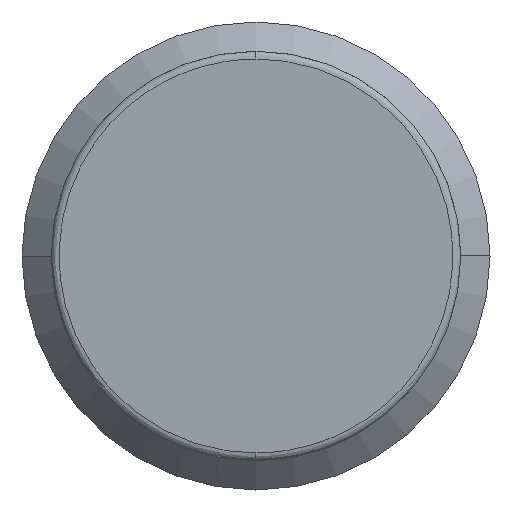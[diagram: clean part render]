
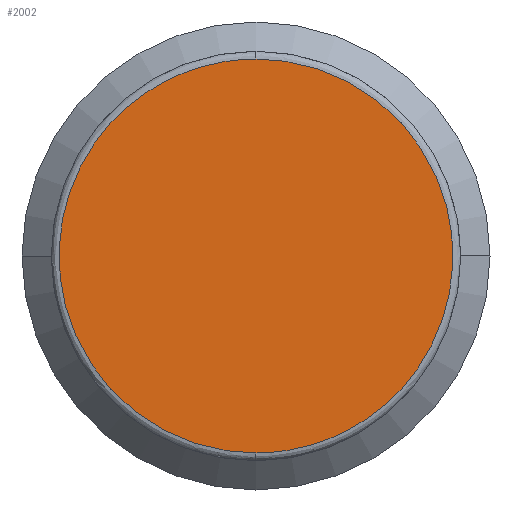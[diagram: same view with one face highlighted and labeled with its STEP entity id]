
A CAD part, left-side view. The second image highlights one B-rep face of the part: STEP entity #2002.
In plain terms, the highlighted planar face has unit normal (-1, 0, 0).
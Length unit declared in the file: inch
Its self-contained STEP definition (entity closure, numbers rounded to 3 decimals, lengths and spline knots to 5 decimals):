
#231 = CARTESIAN_POINT ( 'NONE',  ( -0.01969, 0.39764, 0.19882 ) ) ;
#286 =( BOUNDED_CURVE ( )  B_SPLINE_CURVE ( 3, ( #704, #1036, #1372, #383 ),
 .UNSPECIFIED., .F., .F. ) 
 B_SPLINE_CURVE_WITH_KNOTS ( ( 4, 4 ),
 ( 0.5, 1. ),
 .UNSPECIFIED. ) 
 CURVE ( )  GEOMETRIC_REPRESENTATION_ITEM ( )  RATIONAL_B_SPLINE_CURVE ( ( 1., 0.333, 0.333, 1. ) ) 
 REPRESENTATION_ITEM ( '' )  );
#310 =( BOUNDED_CURVE ( )  B_SPLINE_CURVE ( 3, ( #1204, #1863, #231, #1212 ),
 .UNSPECIFIED., .F., .F. ) 
 B_SPLINE_CURVE_WITH_KNOTS ( ( 4, 4 ),
 ( 0., 0.5 ),
 .UNSPECIFIED. ) 
 CURVE ( )  GEOMETRIC_REPRESENTATION_ITEM ( )  RATIONAL_B_SPLINE_CURVE ( ( 1., 0.333, 0.333, 1. ) ) 
 REPRESENTATION_ITEM ( '' )  );
#383 = CARTESIAN_POINT ( 'NONE',  ( -0.01969, 0., -0.19882 ) ) ;
#406 = EDGE_LOOP ( 'NONE', ( #1226, #951 ) ) ;
#642 = FACE_OUTER_BOUND ( 'NONE', #406, .T. ) ;
#704 = CARTESIAN_POINT ( 'NONE',  ( -0.01969, 0., 0.19882 ) ) ;
#902 = CARTESIAN_POINT ( 'NONE',  ( -0.01969, 0., 0. ) ) ;
#951 = ORIENTED_EDGE ( 'NONE', *, *, #1254, .F. ) ;
#1036 = CARTESIAN_POINT ( 'NONE',  ( -0.01969, -0.39764, 0.19882 ) ) ;
#1091 = VERTEX_POINT ( 'NONE', #1480 ) ;
#1204 = CARTESIAN_POINT ( 'NONE',  ( -0.01969, 0., -0.19882 ) ) ;
#1212 = CARTESIAN_POINT ( 'NONE',  ( -0.01969, 0., 0.19882 ) ) ;
#1226 = ORIENTED_EDGE ( 'NONE', *, *, #1731, .F. ) ;
#1241 = DIRECTION ( 'NONE',  ( 0., 0., -1. ) ) ;
#1254 = EDGE_CURVE ( 'NONE', #1407, #1091, #286, .T. ) ;
#1372 = CARTESIAN_POINT ( 'NONE',  ( -0.01969, -0.39764, -0.19882 ) ) ;
#1407 = VERTEX_POINT ( 'NONE', #1782 ) ;
#1480 = CARTESIAN_POINT ( 'NONE',  ( -0.01969, 0., -0.19882 ) ) ;
#1731 = EDGE_CURVE ( 'NONE', #1091, #1407, #310, .T. ) ;
#1782 = CARTESIAN_POINT ( 'NONE',  ( -0.01969, 0., 0.19882 ) ) ;
#1863 = CARTESIAN_POINT ( 'NONE',  ( -0.01969, 0.39764, -0.19882 ) ) ;
#1877 = AXIS2_PLACEMENT_3D ( 'NONE', #902, #2046, #1241 ) ;
#1887 = PLANE ( 'NONE',  #1877 ) ;
#2002 = ADVANCED_FACE ( 'NONE', ( #642 ), #1887, .F. ) ;
#2046 = DIRECTION ( 'NONE',  ( 1., 0., 0. ) ) ;
